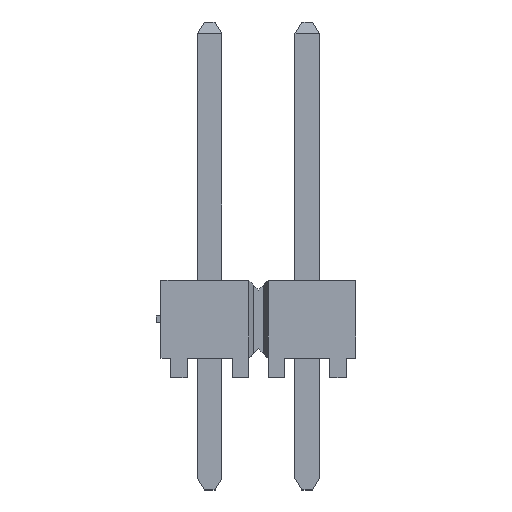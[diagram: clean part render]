
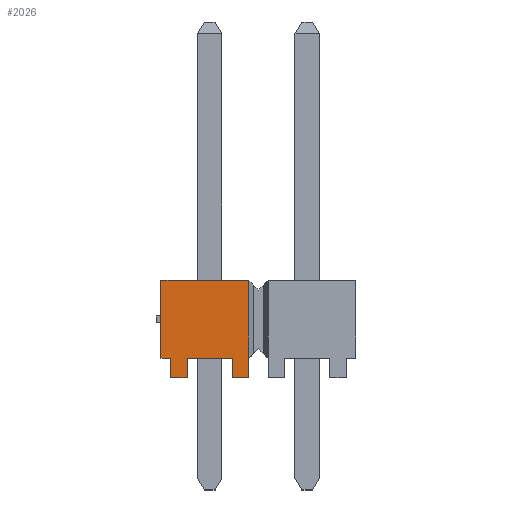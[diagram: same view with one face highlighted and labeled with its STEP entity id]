
A CAD part, top view. The second image highlights one B-rep face of the part: STEP entity #2026.
In plain terms, the highlighted planar face has unit normal (0, 0, 1).
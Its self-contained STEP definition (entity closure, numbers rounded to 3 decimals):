
#12 = LINE ( 'NONE', #1353, #894 ) ;
#25 = ORIENTED_EDGE ( 'NONE', *, *, #2402, .F. ) ;
#38 = CARTESIAN_POINT ( 'NONE',  ( -0.254, 2.54, 1.27 ) ) ;
#107 = VECTOR ( 'NONE', #1833, 1000. ) ;
#146 = EDGE_CURVE ( 'NONE', #3293, #3243, #2117, .T. ) ;
#174 = DIRECTION ( 'NONE',  ( 0., -1., 0. ) ) ;
#191 = DIRECTION ( 'NONE',  ( -1., 0., 0. ) ) ;
#222 = VERTEX_POINT ( 'NONE', #2878 ) ;
#332 = VERTEX_POINT ( 'NONE', #2734 ) ;
#412 = CARTESIAN_POINT ( 'NONE',  ( -1.857, 2.54, 1.27 ) ) ;
#440 = VECTOR ( 'NONE', #1369, 1000. ) ;
#457 = VECTOR ( 'NONE', #698, 1000. ) ;
#498 = ORIENTED_EDGE ( 'NONE', *, *, #2685, .F. ) ;
#593 = PLANE ( 'NONE',  #1399 ) ;
#609 = DIRECTION ( 'NONE',  ( 1., 0., 0. ) ) ;
#646 = EDGE_CURVE ( 'NONE', #332, #222, #1886, .T. ) ;
#652 = DIRECTION ( 'NONE',  ( 0., -1., 0. ) ) ;
#667 = VECTOR ( 'NONE', #652, 1000. ) ;
#698 = DIRECTION ( 'NONE',  ( -1., 0., 0. ) ) ;
#714 = CARTESIAN_POINT ( 'NONE',  ( -0.254, 0.508, 1.27 ) ) ;
#843 = VECTOR ( 'NONE', #2016, 1000. ) ;
#852 = VERTEX_POINT ( 'NONE', #714 ) ;
#872 = DIRECTION ( 'NONE',  ( 0., 0., -1. ) ) ;
#894 = VECTOR ( 'NONE', #2443, 1000. ) ;
#897 = CARTESIAN_POINT ( 'NONE',  ( -0.683, 2.54, 1.27 ) ) ;
#941 = CARTESIAN_POINT ( 'NONE',  ( -2.289, 0., 1.27 ) ) ;
#1032 = CARTESIAN_POINT ( 'NONE',  ( -0.683, 0., 1.27 ) ) ;
#1080 = ORIENTED_EDGE ( 'NONE', *, *, #2789, .F. ) ;
#1089 = DIRECTION ( 'NONE',  ( 0., 1., 0. ) ) ;
#1097 = ORIENTED_EDGE ( 'NONE', *, *, #1827, .F. ) ;
#1101 = VERTEX_POINT ( 'NONE', #3409 ) ;
#1144 = CARTESIAN_POINT ( 'NONE',  ( -2.54, 2.54, 1.27 ) ) ;
#1177 = EDGE_CURVE ( 'NONE', #1101, #3474, #3478, .T. ) ;
#1190 = CARTESIAN_POINT ( 'NONE',  ( -2.54, 2.54, 1.27 ) ) ;
#1242 = LINE ( 'NONE', #3417, #107 ) ;
#1286 = CARTESIAN_POINT ( 'NONE',  ( -2.54, 2.54, 1.27 ) ) ;
#1353 = CARTESIAN_POINT ( 'NONE',  ( -2.289, 2.54, 1.27 ) ) ;
#1369 = DIRECTION ( 'NONE',  ( -1., 0., 0. ) ) ;
#1399 = AXIS2_PLACEMENT_3D ( 'NONE', #1144, #872, #2035 ) ;
#1459 = CARTESIAN_POINT ( 'NONE',  ( -0.254, 2.54, 1.27 ) ) ;
#1460 = VECTOR ( 'NONE', #174, 1000. ) ;
#1462 = EDGE_CURVE ( 'NONE', #222, #2161, #1722, .T. ) ;
#1641 = ORIENTED_EDGE ( 'NONE', *, *, #2298, .F. ) ;
#1646 = LINE ( 'NONE', #897, #3495 ) ;
#1680 = CARTESIAN_POINT ( 'NONE',  ( 0., 2.54, 1.27 ) ) ;
#1691 = EDGE_CURVE ( 'NONE', #2923, #852, #1242, .T. ) ;
#1701 = ORIENTED_EDGE ( 'NONE', *, *, #146, .F. ) ;
#1722 = LINE ( 'NONE', #1190, #843 ) ;
#1827 = EDGE_CURVE ( 'NONE', #3243, #332, #12, .T. ) ;
#1833 = DIRECTION ( 'NONE',  ( 0., -1., 0. ) ) ;
#1886 = LINE ( 'NONE', #2165, #440 ) ;
#1888 = ORIENTED_EDGE ( 'NONE', *, *, #1691, .F. ) ;
#1924 = CARTESIAN_POINT ( 'NONE',  ( -0.683, 0.508, 1.27 ) ) ;
#1999 = LINE ( 'NONE', #412, #667 ) ;
#2010 = ORIENTED_EDGE ( 'NONE', *, *, #1177, .F. ) ;
#2012 = FACE_OUTER_BOUND ( 'NONE', #2126, .T. ) ;
#2016 = DIRECTION ( 'NONE',  ( 0., 1., 0. ) ) ;
#2026 = ADVANCED_FACE ( 'NONE', ( #2012 ), #593, .F. ) ;
#2035 = DIRECTION ( 'NONE',  ( -1., 0., 0. ) ) ;
#2117 = LINE ( 'NONE', #3424, #2772 ) ;
#2126 = EDGE_LOOP ( 'NONE', ( #498, #2575, #3151, #1097, #1701, #25, #3091, #1641, #2010, #1080, #1888 ) ) ;
#2161 = VERTEX_POINT ( 'NONE', #1286 ) ;
#2165 = CARTESIAN_POINT ( 'NONE',  ( -2.289, 0.508, 1.27 ) ) ;
#2273 = VECTOR ( 'NONE', #191, 1000. ) ;
#2298 = EDGE_CURVE ( 'NONE', #3474, #2325, #1646, .T. ) ;
#2325 = VERTEX_POINT ( 'NONE', #1924 ) ;
#2402 = EDGE_CURVE ( 'NONE', #3321, #3293, #1999, .T. ) ;
#2443 = DIRECTION ( 'NONE',  ( 0., 1., 0. ) ) ;
#2493 = LINE ( 'NONE', #1680, #3382 ) ;
#2541 = CARTESIAN_POINT ( 'NONE',  ( -1.857, 0.508, 1.27 ) ) ;
#2575 = ORIENTED_EDGE ( 'NONE', *, *, #1462, .F. ) ;
#2579 = CARTESIAN_POINT ( 'NONE',  ( -2.289, 0.508, 1.27 ) ) ;
#2628 = DIRECTION ( 'NONE',  ( -1., 0., 0. ) ) ;
#2685 = EDGE_CURVE ( 'NONE', #2161, #2923, #2493, .T. ) ;
#2734 = CARTESIAN_POINT ( 'NONE',  ( -2.289, 0.508, 1.27 ) ) ;
#2772 = VECTOR ( 'NONE', #2628, 1000. ) ;
#2789 = EDGE_CURVE ( 'NONE', #852, #1101, #2812, .T. ) ;
#2793 = LINE ( 'NONE', #2579, #457 ) ;
#2812 = LINE ( 'NONE', #1459, #1460 ) ;
#2878 = CARTESIAN_POINT ( 'NONE',  ( -2.54, 0.508, 1.27 ) ) ;
#2923 = VERTEX_POINT ( 'NONE', #38 ) ;
#3076 = CARTESIAN_POINT ( 'NONE',  ( -1.857, 0., 1.27 ) ) ;
#3091 = ORIENTED_EDGE ( 'NONE', *, *, #3173, .F. ) ;
#3142 = CARTESIAN_POINT ( 'NONE',  ( -2.54, 0., 1.27 ) ) ;
#3151 = ORIENTED_EDGE ( 'NONE', *, *, #646, .F. ) ;
#3173 = EDGE_CURVE ( 'NONE', #2325, #3321, #2793, .T. ) ;
#3243 = VERTEX_POINT ( 'NONE', #941 ) ;
#3293 = VERTEX_POINT ( 'NONE', #3076 ) ;
#3321 = VERTEX_POINT ( 'NONE', #2541 ) ;
#3382 = VECTOR ( 'NONE', #609, 1000. ) ;
#3409 = CARTESIAN_POINT ( 'NONE',  ( -0.254, 0., 1.27 ) ) ;
#3417 = CARTESIAN_POINT ( 'NONE',  ( -0.254, 2.54, 1.27 ) ) ;
#3424 = CARTESIAN_POINT ( 'NONE',  ( -2.54, 0., 1.27 ) ) ;
#3474 = VERTEX_POINT ( 'NONE', #1032 ) ;
#3478 = LINE ( 'NONE', #3142, #2273 ) ;
#3495 = VECTOR ( 'NONE', #1089, 1000. ) ;
